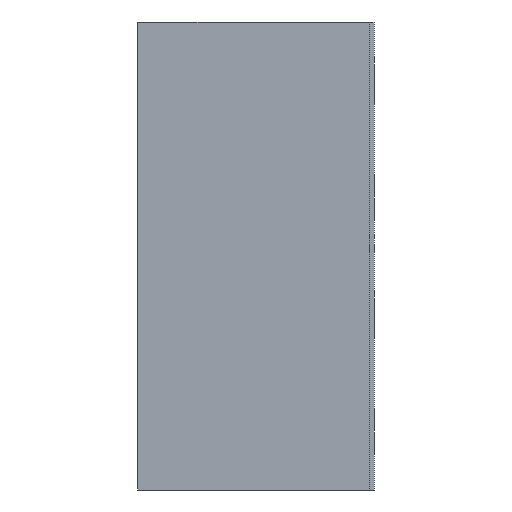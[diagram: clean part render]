
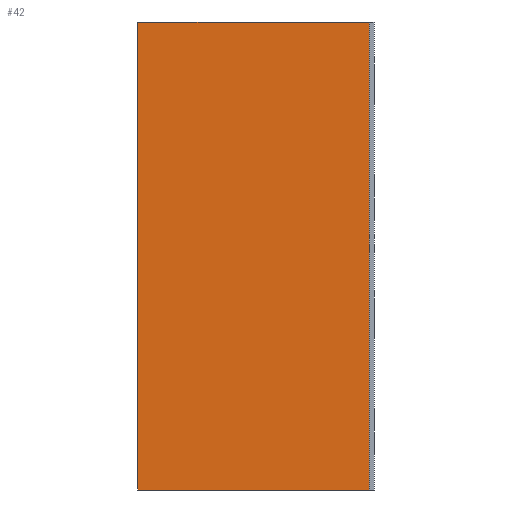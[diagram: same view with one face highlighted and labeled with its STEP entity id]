
A CAD part, left-side view. The second image highlights one B-rep face of the part: STEP entity #42.
In plain terms, the highlighted planar face has unit normal (-1, 0, 0).
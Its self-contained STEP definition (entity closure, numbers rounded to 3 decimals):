
#42=ADVANCED_FACE('',(#100),#1048,.T.);
#100=FACE_OUTER_BOUND('',#180,.T.);
#180=EDGE_LOOP('',(#360,#361,#362,#363));
#360=ORIENTED_EDGE('',*,*,#623,.F.);
#361=ORIENTED_EDGE('',*,*,#579,.T.);
#362=ORIENTED_EDGE('',*,*,#605,.T.);
#363=ORIENTED_EDGE('',*,*,#574,.F.);
#574=EDGE_CURVE('',#910,#909,#794,.T.);
#579=EDGE_CURVE('',#915,#914,#799,.T.);
#605=EDGE_CURVE('',#914,#909,#823,.T.);
#623=EDGE_CURVE('',#915,#910,#839,.T.);
#794=B_SPLINE_CURVE_WITH_KNOTS('',1,(#1858,#1859,#1860),.UNSPECIFIED.,.F.,
 .F.,(2,1,2),(-1.655,0.154,87.916),
 .UNSPECIFIED.);
#799=B_SPLINE_CURVE_WITH_KNOTS('',1,(#1871,#1872,#1873),.UNSPECIFIED.,.F.,
 .F.,(2,1,2),(-93.19,-91.381,-3.619),
 .UNSPECIFIED.);
#823=B_SPLINE_CURVE_WITH_KNOTS('',1,(#1932,#1933),.UNSPECIFIED.,.F.,.F.,
(2,2),(27.501,227.501),.UNSPECIFIED.);
#839=B_SPLINE_CURVE_WITH_KNOTS('',1,(#1974,#1975),.UNSPECIFIED.,.F.,.F.,
(2,2),(20.001,220.001),.UNSPECIFIED.);
#909=VERTEX_POINT('',#1737);
#910=VERTEX_POINT('',#1738);
#914=VERTEX_POINT('',#1742);
#915=VERTEX_POINT('',#1743);
#1048=PLANE('',#1168);
#1168=AXIS2_PLACEMENT_3D('',#1238,#1203,$);
#1203=DIRECTION('',(-1.,0.,0.));
#1238=CARTESIAN_POINT('',(-2.,-19.504,-35.001));
#1737=CARTESIAN_POINT('',(-2.,2.,200.));
#1738=CARTESIAN_POINT('',(-2.,101.,200.));
#1742=CARTESIAN_POINT('',(-2.,2.,0.));
#1743=CARTESIAN_POINT('',(-2.,101.,0.));
#1858=CARTESIAN_POINT('',(-2.,101.,200.));
#1859=CARTESIAN_POINT('',(-2.,99.,200.));
#1860=CARTESIAN_POINT('',(-2.,2.,200.));
#1871=CARTESIAN_POINT('',(-2.,101.,0.));
#1872=CARTESIAN_POINT('',(-2.,99.,0.));
#1873=CARTESIAN_POINT('',(-2.,2.,0.));
#1932=CARTESIAN_POINT('',(-2.,2.,0.));
#1933=CARTESIAN_POINT('',(-2.,2.,200.));
#1974=CARTESIAN_POINT('',(-2.,101.,0.));
#1975=CARTESIAN_POINT('',(-2.,101.,200.));
